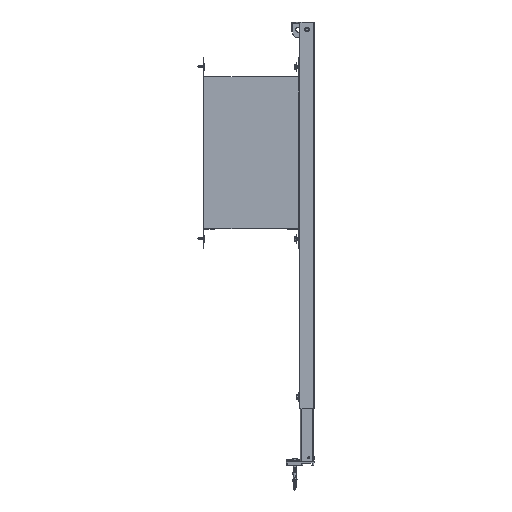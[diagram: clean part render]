
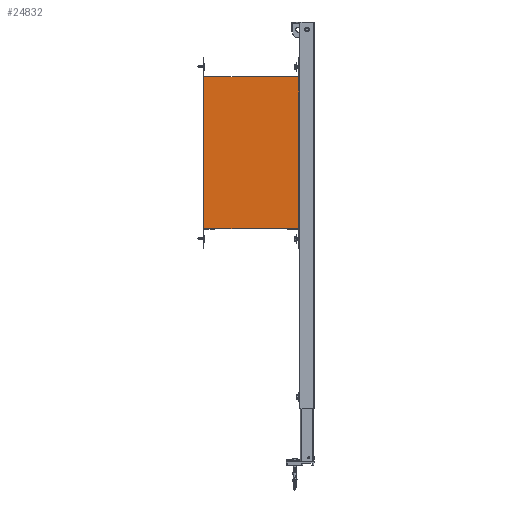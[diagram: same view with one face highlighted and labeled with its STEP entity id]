
A CAD part, top view. The second image highlights one B-rep face of the part: STEP entity #24832.
In plain terms, the highlighted planar face has unit normal (0, 0, 1).
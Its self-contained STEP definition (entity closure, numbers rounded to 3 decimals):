
#24590=DIRECTION('',(1.,0.,0.));
#24591=VECTOR('',#24590,250.);
#24592=CARTESIAN_POINT('',(-272.,-35.,15.));
#24593=LINE('',#24592,#24591);
#24594=DIRECTION('',(0.,-1.,0.));
#24595=VECTOR('',#24594,400.);
#24596=CARTESIAN_POINT('',(-272.,365.,15.));
#24597=LINE('',#24596,#24595);
#24598=DIRECTION('',(-1.,0.,0.));
#24599=VECTOR('',#24598,250.);
#24600=CARTESIAN_POINT('',(-22.,365.,15.));
#24601=LINE('',#24600,#24599);
#24602=DIRECTION('',(0.,1.,0.));
#24603=VECTOR('',#24602,400.);
#24604=CARTESIAN_POINT('',(-22.,-35.,15.));
#24605=LINE('',#24604,#24603);
#24606=CARTESIAN_POINT('',(-272.,-35.,15.));
#24607=CARTESIAN_POINT('',(-22.,-35.,15.));
#24608=VERTEX_POINT('',#24606);
#24609=VERTEX_POINT('',#24607);
#24610=CARTESIAN_POINT('',(-22.,365.,15.));
#24611=VERTEX_POINT('',#24610);
#24612=CARTESIAN_POINT('',(-272.,365.,15.));
#24613=VERTEX_POINT('',#24612);
#24821=CARTESIAN_POINT('',(-147.,165.,15.));
#24822=DIRECTION('',(0.,0.,1.));
#24823=DIRECTION('',(0.,1.,0.));
#24824=AXIS2_PLACEMENT_3D('',#24821,#24822,#24823);
#24825=PLANE('',#24824);
#24826=ORIENTED_EDGE('',*,*,#24725,.F.);
#24827=ORIENTED_EDGE('',*,*,#24748,.F.);
#24828=ORIENTED_EDGE('',*,*,#24788,.F.);
#24829=ORIENTED_EDGE('',*,*,#24808,.F.);
#24830=EDGE_LOOP('',(#24826,#24827,#24828,#24829));
#24831=FACE_OUTER_BOUND('',#24830,.F.);
#24832=ADVANCED_FACE('',(#24831),#24825,.T.);
#24725=EDGE_CURVE('',#24608,#24609,#24593,.T.);
#24748=EDGE_CURVE('',#24613,#24608,#24597,.T.);
#24788=EDGE_CURVE('',#24611,#24613,#24601,.T.);
#24808=EDGE_CURVE('',#24609,#24611,#24605,.T.);
